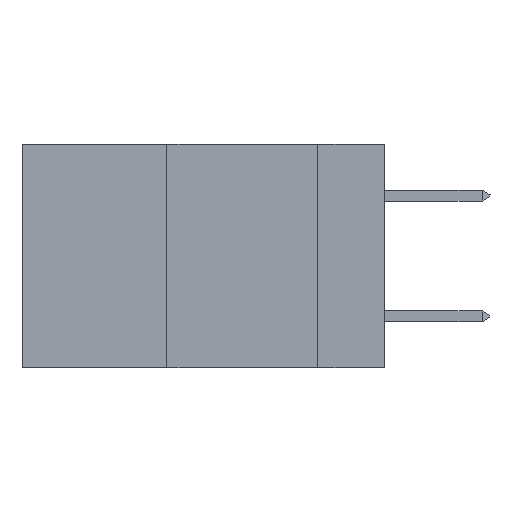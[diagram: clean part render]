
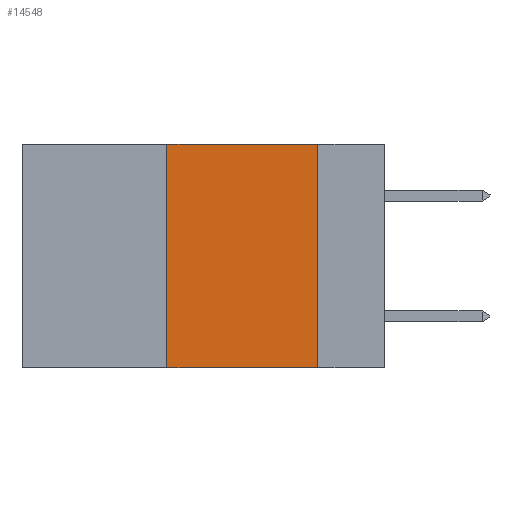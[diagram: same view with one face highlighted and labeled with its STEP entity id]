
A CAD part, left-side view. The second image highlights one B-rep face of the part: STEP entity #14548.
In plain terms, the highlighted planar face has unit normal (-1, 0, 0).
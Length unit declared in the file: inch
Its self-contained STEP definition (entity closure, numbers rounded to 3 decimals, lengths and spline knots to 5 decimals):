
#758 = CARTESIAN_POINT ( 'NONE',  ( 0., 0.6, 0. ) ) ;
#2490 = LINE ( 'NONE', #758, #8839 ) ;
#2512 = CARTESIAN_POINT ( 'NONE',  ( 0., 0.11, -0.37 ) ) ;
#2892 = VECTOR ( 'NONE', #35901, 39.37008 ) ;
#4842 = VERTEX_POINT ( 'NONE', #9303 ) ;
#5768 = ORIENTED_EDGE ( 'NONE', *, *, #11549, .F. ) ;
#7922 = CARTESIAN_POINT ( 'NONE',  ( 0., 0.6, -0.37 ) ) ;
#8300 = AXIS2_PLACEMENT_3D ( 'NONE', #35925, #29254, #32238 ) ;
#8470 = EDGE_CURVE ( 'NONE', #33079, #32595, #42395, .T. ) ;
#8677 = CARTESIAN_POINT ( 'NONE',  ( 0., 0.11, 0. ) ) ;
#8839 = VECTOR ( 'NONE', #17721, 39.37008 ) ;
#9303 = CARTESIAN_POINT ( 'NONE',  ( 0., 0.36, -0.37 ) ) ;
#9426 = VECTOR ( 'NONE', #40955, 39.37008 ) ;
#11549 = EDGE_CURVE ( 'NONE', #4842, #36308, #32067, .T. ) ;
#11744 = ORIENTED_EDGE ( 'NONE', *, *, #39252, .T. ) ;
#11868 = FACE_OUTER_BOUND ( 'NONE', #26995, .T. ) ;
#14548 = ADVANCED_FACE ( 'NONE', ( #11868 ), #19405, .F. ) ;
#17721 = DIRECTION ( 'NONE',  ( 0., -1., 0. ) ) ;
#19405 = PLANE ( 'NONE',  #8300 ) ;
#19437 = LINE ( 'NONE', #7922, #43133 ) ;
#19576 = ORIENTED_EDGE ( 'NONE', *, *, #8470, .F. ) ;
#20374 = CARTESIAN_POINT ( 'NONE',  ( 0., 0.36, 0. ) ) ;
#25648 = ORIENTED_EDGE ( 'NONE', *, *, #34193, .F. ) ;
#25736 = CARTESIAN_POINT ( 'NONE',  ( 0., 0.11, 0. ) ) ;
#26995 = EDGE_LOOP ( 'NONE', ( #19576, #25648, #5768, #11744 ) ) ;
#29254 = DIRECTION ( 'NONE',  ( 1., 0., 0. ) ) ;
#29581 = CARTESIAN_POINT ( 'NONE',  ( 0., 0.36, 0. ) ) ;
#32067 = LINE ( 'NONE', #20374, #9426 ) ;
#32238 = DIRECTION ( 'NONE',  ( 0., 0., -1. ) ) ;
#32595 = VERTEX_POINT ( 'NONE', #2512 ) ;
#33079 = VERTEX_POINT ( 'NONE', #8677 ) ;
#34193 = EDGE_CURVE ( 'NONE', #36308, #33079, #2490, .T. ) ;
#35301 = DIRECTION ( 'NONE',  ( 0., -1., 0. ) ) ;
#35901 = DIRECTION ( 'NONE',  ( 0., 0., -1. ) ) ;
#35925 = CARTESIAN_POINT ( 'NONE',  ( 0., 0.6, 0. ) ) ;
#36308 = VERTEX_POINT ( 'NONE', #29581 ) ;
#39252 = EDGE_CURVE ( 'NONE', #4842, #32595, #19437, .T. ) ;
#40955 = DIRECTION ( 'NONE',  ( 0., 0., 1. ) ) ;
#42395 = LINE ( 'NONE', #25736, #2892 ) ;
#43133 = VECTOR ( 'NONE', #35301, 39.37008 ) ;
